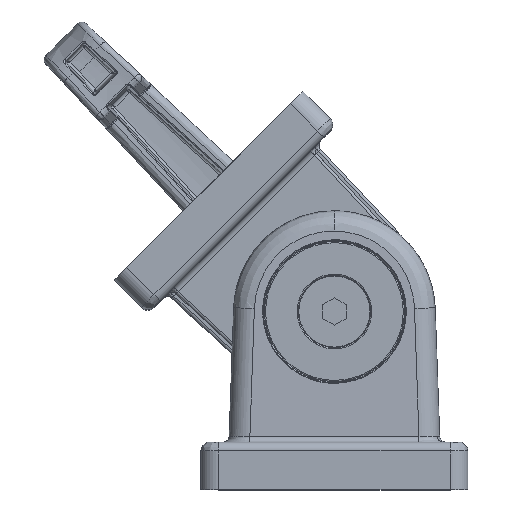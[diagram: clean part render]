
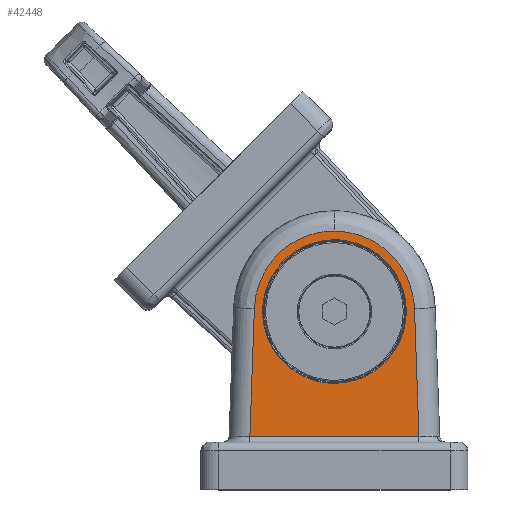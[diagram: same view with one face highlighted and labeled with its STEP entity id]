
A CAD part, top view. The second image highlights one B-rep face of the part: STEP entity #42448.
In plain terms, the highlighted planar face has unit normal (0, 0.018, 1).
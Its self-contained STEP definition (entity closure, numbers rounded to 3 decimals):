
#1253 = B_SPLINE_CURVE_WITH_KNOTS ( 'NONE', 3,
 ( #25929, #25978, #26077, #25837, #25776, #25674, #25624, #25528, #25467, #25376 ),
 .UNSPECIFIED., .F., .F.,
 ( 4, 2, 2, 2, 4 ),
 ( 0., 0.25, 0.5, 0.75, 1. ),
 .UNSPECIFIED. ) ;
#3191 = FACE_OUTER_BOUND ( 'NONE', #10596, .T. ) ;
#3825 = EDGE_CURVE ( 'NONE', #10389, #33330, #4657, .T. ) ;
#4083 = EDGE_CURVE ( 'NONE', #33330, #10389, #26767, .T. ) ;
#4369 = EDGE_CURVE ( 'NONE', #34747, #34592, #1253, .T. ) ;
#4657 = B_SPLINE_CURVE_WITH_KNOTS ( 'NONE', 3,
 ( #33538, #30435, #33319, #33076, #30751, #31156, #24179, #33796, #28002, #29584, #24491, #33483, #33374, #33223, #28856, #28064, #30694, #27125 ),
 .UNSPECIFIED., .F., .F.,
 ( 4, 2, 2, 2, 2, 2, 2, 2, 4 ),
 ( 0., 0.125, 0.25, 0.375, 0.5, 0.625, 0.75, 0.875, 1. ),
 .UNSPECIFIED. ) ;
#4682 = CARTESIAN_POINT ( 'NONE',  ( 0., 34.102, 19.405 ) ) ;
#5283 = ORIENTED_EDGE ( 'NONE', *, *, #11809, .F. ) ;
#5410 = CARTESIAN_POINT ( 'NONE',  ( 0., 9.902, 19.827 ) ) ;
#5525 = AXIS2_PLACEMENT_3D ( 'NONE', #10950, #36506, #14716 ) ;
#5905 = B_SPLINE_CURVE_WITH_KNOTS ( 'NONE', 3,
 ( #17631, #17688, #17464, #17421, #17323, #17278, #17264, #17215, #17159, #17150 ),
 .UNSPECIFIED., .F., .F.,
 ( 4, 2, 2, 2, 4 ),
 ( 0., 0.25, 0.5, 0.75, 1. ),
 .UNSPECIFIED. ) ;
#5995 = CARTESIAN_POINT ( 'NONE',  ( -13.492, 22.532, 19.607 ) ) ;
#7725 = EDGE_CURVE ( 'NONE', #13947, #34747, #5905, .T. ) ;
#9224 = DIRECTION ( 'NONE',  ( 0.035, 0.999, -0.017 ) ) ;
#9930 = CARTESIAN_POINT ( 'NONE',  ( -13.497, 22.377, 19.609 ) ) ;
#9986 = DIRECTION ( 'NONE',  ( 0.035, -0.999, 0.017 ) ) ;
#10389 = VERTEX_POINT ( 'NONE', #4682 ) ;
#10507 = CARTESIAN_POINT ( 'NONE',  ( 13.497, 22.377, 19.609 ) ) ;
#10596 = EDGE_LOOP ( 'NONE', ( #31215, #29559, #46522, #45917, #5283 ) ) ;
#10950 = CARTESIAN_POINT ( 'NONE',  ( -20., 0., 20. ) ) ;
#11057 = CARTESIAN_POINT ( 'NONE',  ( 0., 34.102, 19.405 ) ) ;
#11209 = CARTESIAN_POINT ( 'NONE',  ( 1.584, 34.102, 19.405 ) ) ;
#11373 = CARTESIAN_POINT ( 'NONE',  ( 3.167, 33.787, 19.41 ) ) ;
#11523 = CARTESIAN_POINT ( 'NONE',  ( 6.094, 32.575, 19.431 ) ) ;
#11599 = EDGE_CURVE ( 'NONE', #33677, #41815, #40526, .T. ) ;
#11685 = CARTESIAN_POINT ( 'NONE',  ( 7.436, 31.678, 19.447 ) ) ;
#11754 = EDGE_CURVE ( 'NONE', #34592, #41815, #43706, .T. ) ;
#11809 = EDGE_CURVE ( 'NONE', #33677, #13947, #25575, .T. ) ;
#11841 = CARTESIAN_POINT ( 'NONE',  ( 9.676, 29.438, 19.486 ) ) ;
#12010 = CARTESIAN_POINT ( 'NONE',  ( 10.573, 28.096, 19.51 ) ) ;
#13220 = CARTESIAN_POINT ( 'NONE',  ( 11.785, 25.169, 19.561 ) ) ;
#13351 = VECTOR ( 'NONE', #14550, 1000. ) ;
#13381 = CARTESIAN_POINT ( 'NONE',  ( 12.1, 23.586, 19.588 ) ) ;
#13551 = CARTESIAN_POINT ( 'NONE',  ( 12.1, 20.418, 19.644 ) ) ;
#13704 = CARTESIAN_POINT ( 'NONE',  ( 11.785, 18.835, 19.671 ) ) ;
#13876 = CARTESIAN_POINT ( 'NONE',  ( 10.573, 15.908, 19.722 ) ) ;
#13947 = VERTEX_POINT ( 'NONE', #5995 ) ;
#14034 = CARTESIAN_POINT ( 'NONE',  ( 9.676, 14.566, 19.746 ) ) ;
#14202 = CARTESIAN_POINT ( 'NONE',  ( 7.436, 12.326, 19.785 ) ) ;
#14355 = CARTESIAN_POINT ( 'NONE',  ( 6.094, 11.429, 19.801 ) ) ;
#14528 = CARTESIAN_POINT ( 'NONE',  ( 3.167, 10.217, 19.822 ) ) ;
#14550 = DIRECTION ( 'NONE',  ( 1., 0., 0. ) ) ;
#14639 = CARTESIAN_POINT ( 'NONE',  ( -20., 0.983, 19.983 ) ) ;
#14716 = DIRECTION ( 'NONE',  ( 0., 1., -0.017 ) ) ;
#14753 = CARTESIAN_POINT ( 'NONE',  ( -14.244, 0.983, 19.983 ) ) ;
#15139 = CARTESIAN_POINT ( 'NONE',  ( 1.584, 9.902, 19.827 ) ) ;
#16716 = CARTESIAN_POINT ( 'NONE',  ( 13.492, 22.532, 19.607 ) ) ;
#17150 = CARTESIAN_POINT ( 'NONE',  ( 0., 35.561, 19.379 ) ) ;
#17159 = CARTESIAN_POINT ( 'NONE',  ( -1.728, 35.561, 19.379 ) ) ;
#17215 = CARTESIAN_POINT ( 'NONE',  ( -3.455, 35.225, 19.385 ) ) ;
#17264 = CARTESIAN_POINT ( 'NONE',  ( -6.659, 33.931, 19.408 ) ) ;
#17278 = CARTESIAN_POINT ( 'NONE',  ( -8.135, 32.972, 19.424 ) ) ;
#17323 = CARTESIAN_POINT ( 'NONE',  ( -10.621, 30.572, 19.466 ) ) ;
#17421 = CARTESIAN_POINT ( 'NONE',  ( -11.63, 29.131, 19.492 ) ) ;
#17464 = CARTESIAN_POINT ( 'NONE',  ( -13.036, 25.974, 19.547 ) ) ;
#17631 = CARTESIAN_POINT ( 'NONE',  ( -13.492, 22.532, 19.607 ) ) ;
#17688 = CARTESIAN_POINT ( 'NONE',  ( -13.431, 24.259, 19.577 ) ) ;
#18212 = ORIENTED_EDGE ( 'NONE', *, *, #4083, .F. ) ;
#21914 = PLANE ( 'NONE',  #5525 ) ;
#23117 = VECTOR ( 'NONE', #9224, 1000. ) ;
#24179 = CARTESIAN_POINT ( 'NONE',  ( -10.573, 28.096, 19.51 ) ) ;
#24491 = CARTESIAN_POINT ( 'NONE',  ( -11.785, 18.835, 19.671 ) ) ;
#25376 = CARTESIAN_POINT ( 'NONE',  ( 13.492, 22.532, 19.607 ) ) ;
#25467 = CARTESIAN_POINT ( 'NONE',  ( 13.431, 24.259, 19.577 ) ) ;
#25528 = CARTESIAN_POINT ( 'NONE',  ( 13.036, 25.974, 19.547 ) ) ;
#25575 = LINE ( 'NONE', #9930, #23117 ) ;
#25624 = CARTESIAN_POINT ( 'NONE',  ( 11.63, 29.131, 19.492 ) ) ;
#25674 = CARTESIAN_POINT ( 'NONE',  ( 10.621, 30.572, 19.466 ) ) ;
#25776 = CARTESIAN_POINT ( 'NONE',  ( 8.135, 32.972, 19.424 ) ) ;
#25837 = CARTESIAN_POINT ( 'NONE',  ( 6.659, 33.931, 19.408 ) ) ;
#25929 = CARTESIAN_POINT ( 'NONE',  ( 0., 35.561, 19.379 ) ) ;
#25978 = CARTESIAN_POINT ( 'NONE',  ( 1.728, 35.561, 19.379 ) ) ;
#26077 = CARTESIAN_POINT ( 'NONE',  ( 3.455, 35.225, 19.385 ) ) ;
#26767 = B_SPLINE_CURVE_WITH_KNOTS ( 'NONE', 3,
 ( #33401, #15139, #14528, #14355, #14202, #14034, #13876, #13704, #13551, #13381, #13220, #12010, #11841, #11685, #11523, #11373, #11209, #11057 ),
 .UNSPECIFIED., .F., .F.,
 ( 4, 2, 2, 2, 2, 2, 2, 2, 4 ),
 ( 0., 0.125, 0.25, 0.375, 0.5, 0.625, 0.75, 0.875, 1. ),
 .UNSPECIFIED. ) ;
#27125 = CARTESIAN_POINT ( 'NONE',  ( 0., 9.902, 19.827 ) ) ;
#27408 = VECTOR ( 'NONE', #9986, 1000. ) ;
#28002 = CARTESIAN_POINT ( 'NONE',  ( -12.1, 23.586, 19.588 ) ) ;
#28064 = CARTESIAN_POINT ( 'NONE',  ( -3.167, 10.217, 19.822 ) ) ;
#28856 = CARTESIAN_POINT ( 'NONE',  ( -6.094, 11.429, 19.801 ) ) ;
#29559 = ORIENTED_EDGE ( 'NONE', *, *, #11754, .F. ) ;
#29584 = CARTESIAN_POINT ( 'NONE',  ( -12.1, 20.418, 19.644 ) ) ;
#30435 = CARTESIAN_POINT ( 'NONE',  ( -1.584, 34.102, 19.405 ) ) ;
#30694 = CARTESIAN_POINT ( 'NONE',  ( -1.584, 9.902, 19.827 ) ) ;
#30751 = CARTESIAN_POINT ( 'NONE',  ( -7.436, 31.678, 19.447 ) ) ;
#31156 = CARTESIAN_POINT ( 'NONE',  ( -9.676, 29.438, 19.486 ) ) ;
#31215 = ORIENTED_EDGE ( 'NONE', *, *, #11599, .T. ) ;
#31804 = EDGE_LOOP ( 'NONE', ( #35866, #18212 ) ) ;
#32904 = CARTESIAN_POINT ( 'NONE',  ( 0., 35.561, 19.379 ) ) ;
#33076 = CARTESIAN_POINT ( 'NONE',  ( -6.094, 32.575, 19.431 ) ) ;
#33223 = CARTESIAN_POINT ( 'NONE',  ( -7.436, 12.326, 19.785 ) ) ;
#33319 = CARTESIAN_POINT ( 'NONE',  ( -3.167, 33.787, 19.41 ) ) ;
#33330 = VERTEX_POINT ( 'NONE', #5410 ) ;
#33374 = CARTESIAN_POINT ( 'NONE',  ( -9.676, 14.566, 19.746 ) ) ;
#33401 = CARTESIAN_POINT ( 'NONE',  ( 0., 9.902, 19.827 ) ) ;
#33483 = CARTESIAN_POINT ( 'NONE',  ( -10.573, 15.908, 19.722 ) ) ;
#33538 = CARTESIAN_POINT ( 'NONE',  ( 0., 34.102, 19.405 ) ) ;
#33677 = VERTEX_POINT ( 'NONE', #14753 ) ;
#33796 = CARTESIAN_POINT ( 'NONE',  ( -11.785, 25.169, 19.561 ) ) ;
#34592 = VERTEX_POINT ( 'NONE', #16716 ) ;
#34747 = VERTEX_POINT ( 'NONE', #32904 ) ;
#35866 = ORIENTED_EDGE ( 'NONE', *, *, #3825, .F. ) ;
#36506 = DIRECTION ( 'NONE',  ( 0., -0.017, -1. ) ) ;
#40526 = LINE ( 'NONE', #14639, #13351 ) ;
#40823 = FACE_BOUND ( 'NONE', #31804, .T. ) ;
#41815 = VERTEX_POINT ( 'NONE', #45160 ) ;
#42448 = ADVANCED_FACE ( 'NONE', ( #3191, #40823 ), #21914, .F. ) ;
#43706 = LINE ( 'NONE', #10507, #27408 ) ;
#45160 = CARTESIAN_POINT ( 'NONE',  ( 14.244, 0.983, 19.983 ) ) ;
#45917 = ORIENTED_EDGE ( 'NONE', *, *, #7725, .F. ) ;
#46522 = ORIENTED_EDGE ( 'NONE', *, *, #4369, .F. ) ;
